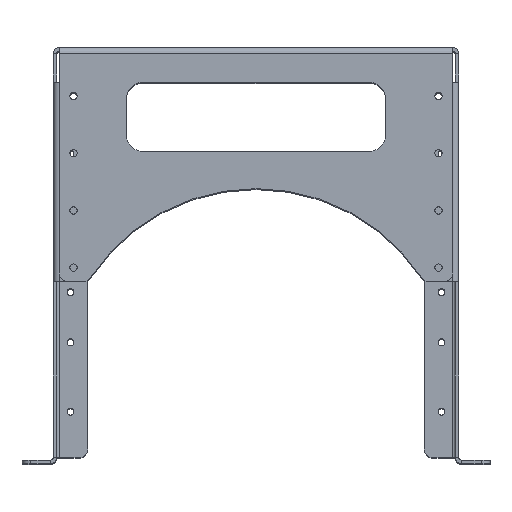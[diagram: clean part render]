
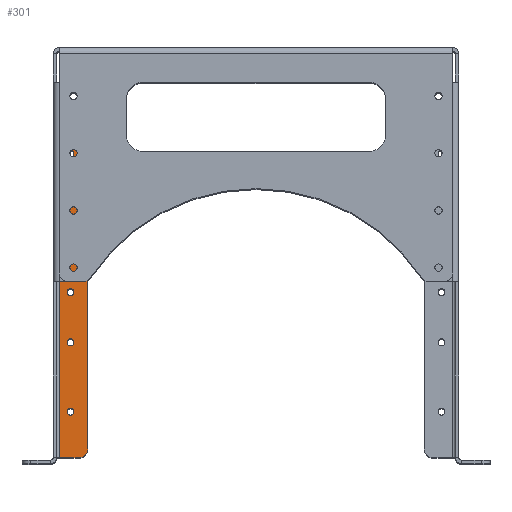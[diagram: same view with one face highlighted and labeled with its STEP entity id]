
A CAD part, top view. The second image highlights one B-rep face of the part: STEP entity #301.
In plain terms, the highlighted planar face has unit normal (0, 0, 1).
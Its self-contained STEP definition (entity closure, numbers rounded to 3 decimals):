
#69 = DIRECTION ( 'NONE',  ( 1., 0., 0. ) ) ;
#129 = DIRECTION ( 'NONE',  ( 0., 0., 1. ) ) ;
#142 = ORIENTED_EDGE ( 'NONE', *, *, #7819, .F. ) ;
#153 = EDGE_CURVE ( 'NONE', #10374, #12163, #10968, .T. ) ;
#214 = VERTEX_POINT ( 'NONE', #8378 ) ;
#301 = ADVANCED_FACE ( 'NONE', ( #3127, #7050, #3737, #436, #5895, #15446 ), #1879, .T. ) ;
#303 = CARTESIAN_POINT ( 'NONE',  ( -105., 179., 93.5 ) ) ;
#410 = CIRCLE ( 'NONE', #11854, 2. ) ;
#436 = FACE_BOUND ( 'NONE', #3111, .T. ) ;
#721 = AXIS2_PLACEMENT_3D ( 'NONE', #7759, #15668, #3219 ) ;
#876 = CIRCLE ( 'NONE', #13197, 2. ) ;
#919 = DIRECTION ( 'NONE',  ( 1., 0., 0. ) ) ;
#976 = DIRECTION ( 'NONE',  ( 0., 0., 1. ) ) ;
#1119 = VERTEX_POINT ( 'NONE', #303 ) ;
#1297 = ORIENTED_EDGE ( 'NONE', *, *, #6579, .F. ) ;
#1299 = CARTESIAN_POINT ( 'NONE',  ( -107., 150., 93.5 ) ) ;
#1647 = EDGE_CURVE ( 'NONE', #8061, #6260, #9714, .T. ) ;
#1724 = ORIENTED_EDGE ( 'NONE', *, *, #153, .F. ) ;
#1789 = DIRECTION ( 'NONE',  ( 1., 0., 0. ) ) ;
#1820 = CARTESIAN_POINT ( 'NONE',  ( -109., 70., 93.5 ) ) ;
#1868 = LINE ( 'NONE', #5407, #7541 ) ;
#1879 = PLANE ( 'NONE',  #12447 ) ;
#1984 = DIRECTION ( 'NONE',  ( 1., 0., 0. ) ) ;
#2150 = CIRCLE ( 'NONE', #9421, 5. ) ;
#2247 = CARTESIAN_POINT ( 'NONE',  ( -113.5, 194.5, 93.5 ) ) ;
#2320 = DIRECTION ( 'NONE',  ( 0., 0., 1. ) ) ;
#2374 = VECTOR ( 'NONE', #15131, 1000. ) ;
#2510 = CARTESIAN_POINT ( 'NONE',  ( -107., 30., 93.5 ) ) ;
#2543 = ORIENTED_EDGE ( 'NONE', *, *, #3019, .F. ) ;
#2705 = DIRECTION ( 'NONE',  ( 0., 0., 1. ) ) ;
#2887 = EDGE_CURVE ( 'NONE', #6260, #8061, #410, .T. ) ;
#2911 = EDGE_CURVE ( 'NONE', #5046, #14773, #14631, .T. ) ;
#3019 = EDGE_CURVE ( 'NONE', #4297, #5155, #10357, .T. ) ;
#3111 = EDGE_LOOP ( 'NONE', ( #6844, #11352 ) ) ;
#3127 = FACE_BOUND ( 'NONE', #7109, .T. ) ;
#3219 = DIRECTION ( 'NONE',  ( 1., 0., 0. ) ) ;
#3236 = ORIENTED_EDGE ( 'NONE', *, *, #11307, .T. ) ;
#3300 = EDGE_CURVE ( 'NONE', #5183, #14672, #7209, .T. ) ;
#3372 = CARTESIAN_POINT ( 'NONE',  ( -105., 30., 93.5 ) ) ;
#3511 = EDGE_LOOP ( 'NONE', ( #9739, #14688 ) ) ;
#3581 = CARTESIAN_POINT ( 'NONE',  ( -109., 179., 93.5 ) ) ;
#3689 = ORIENTED_EDGE ( 'NONE', *, *, #2887, .F. ) ;
#3737 = FACE_BOUND ( 'NONE', #7619, .T. ) ;
#3802 = ORIENTED_EDGE ( 'NONE', *, *, #16095, .F. ) ;
#3808 = AXIS2_PLACEMENT_3D ( 'NONE', #1299, #2705, #11496 ) ;
#3929 = VECTOR ( 'NONE', #1789, 1000. ) ;
#4025 = AXIS2_PLACEMENT_3D ( 'NONE', #9748, #2320, #7226 ) ;
#4074 = CARTESIAN_POINT ( 'NONE',  ( -109., 150., 93.5 ) ) ;
#4297 = VERTEX_POINT ( 'NONE', #4759 ) ;
#4465 = CARTESIAN_POINT ( 'NONE',  ( -107., 70., 93.5 ) ) ;
#4537 = CARTESIAN_POINT ( 'NONE',  ( -105., 150., 93.5 ) ) ;
#4736 = EDGE_CURVE ( 'NONE', #12481, #12163, #6876, .T. ) ;
#4759 = CARTESIAN_POINT ( 'NONE',  ( -105., 70., 93.5 ) ) ;
#4914 = CARTESIAN_POINT ( 'NONE',  ( -102., 189.5, 93.5 ) ) ;
#5046 = VERTEX_POINT ( 'NONE', #4074 ) ;
#5132 = CARTESIAN_POINT ( 'NONE',  ( -107., 99., 93.5 ) ) ;
#5155 = VERTEX_POINT ( 'NONE', #1820 ) ;
#5183 = VERTEX_POINT ( 'NONE', #9240 ) ;
#5407 = CARTESIAN_POINT ( 'NONE',  ( -97., 3.5, 93.5 ) ) ;
#5513 = DIRECTION ( 'NONE',  ( 0., -1., 0. ) ) ;
#5623 = DIRECTION ( 'NONE',  ( 1., 0., 0. ) ) ;
#5895 = FACE_BOUND ( 'NONE', #14701, .T. ) ;
#5982 = DIRECTION ( 'NONE',  ( 1., 0., 0. ) ) ;
#6260 = VERTEX_POINT ( 'NONE', #9504 ) ;
#6440 = AXIS2_PLACEMENT_3D ( 'NONE', #2510, #129, #12436 ) ;
#6579 = EDGE_CURVE ( 'NONE', #1119, #13401, #8508, .T. ) ;
#6844 = ORIENTED_EDGE ( 'NONE', *, *, #9181, .F. ) ;
#6876 = CIRCLE ( 'NONE', #12926, 5. ) ;
#7050 = FACE_BOUND ( 'NONE', #3511, .T. ) ;
#7094 = CARTESIAN_POINT ( 'NONE',  ( -107., 30., 93.5 ) ) ;
#7109 = EDGE_LOOP ( 'NONE', ( #1297, #12178 ) ) ;
#7209 = CIRCLE ( 'NONE', #6440, 2. ) ;
#7226 = DIRECTION ( 'NONE',  ( 1., 0., 0. ) ) ;
#7469 = CIRCLE ( 'NONE', #3808, 2. ) ;
#7541 = VECTOR ( 'NONE', #5513, 1000. ) ;
#7547 = VERTEX_POINT ( 'NONE', #11147 ) ;
#7619 = EDGE_LOOP ( 'NONE', ( #10762, #3689 ) ) ;
#7759 = CARTESIAN_POINT ( 'NONE',  ( -107., 179., 93.5 ) ) ;
#7819 = EDGE_CURVE ( 'NONE', #12481, #13754, #1868, .T. ) ;
#7865 = LINE ( 'NONE', #12919, #13167 ) ;
#8061 = VERTEX_POINT ( 'NONE', #13404 ) ;
#8304 = CARTESIAN_POINT ( 'NONE',  ( -102., 194.5, 93.5 ) ) ;
#8338 = DIRECTION ( 'NONE',  ( 0., 0., 1. ) ) ;
#8372 = DIRECTION ( 'NONE',  ( 0., 0., 1. ) ) ;
#8378 = CARTESIAN_POINT ( 'NONE',  ( -113.5, 3.5, 93.5 ) ) ;
#8477 = DIRECTION ( 'NONE',  ( 0., 0., 1. ) ) ;
#8508 = CIRCLE ( 'NONE', #721, 2. ) ;
#8626 = CARTESIAN_POINT ( 'NONE',  ( -97., 8.5, 93.5 ) ) ;
#8917 = CARTESIAN_POINT ( 'NONE',  ( -115., 3.5, 93.5 ) ) ;
#9162 = CARTESIAN_POINT ( 'NONE',  ( -97., 189.5, 93.5 ) ) ;
#9181 = EDGE_CURVE ( 'NONE', #14672, #5183, #876, .T. ) ;
#9240 = CARTESIAN_POINT ( 'NONE',  ( -109., 30., 93.5 ) ) ;
#9408 = DIRECTION ( 'NONE',  ( 1., 0., 0. ) ) ;
#9421 = AXIS2_PLACEMENT_3D ( 'NONE', #11064, #8477, #5982 ) ;
#9474 = DIRECTION ( 'NONE',  ( 0., 0., 1. ) ) ;
#9504 = CARTESIAN_POINT ( 'NONE',  ( -109., 99., 93.5 ) ) ;
#9545 = EDGE_CURVE ( 'NONE', #214, #10374, #7865, .T. ) ;
#9588 = EDGE_CURVE ( 'NONE', #5155, #4297, #12370, .T. ) ;
#9714 = CIRCLE ( 'NONE', #15079, 2. ) ;
#9739 = ORIENTED_EDGE ( 'NONE', *, *, #9963, .F. ) ;
#9748 = CARTESIAN_POINT ( 'NONE',  ( -107., 150., 93.5 ) ) ;
#9963 = EDGE_CURVE ( 'NONE', #14773, #5046, #7469, .T. ) ;
#10037 = ORIENTED_EDGE ( 'NONE', *, *, #4736, .T. ) ;
#10040 = DIRECTION ( 'NONE',  ( 0., 0., 1. ) ) ;
#10357 = CIRCLE ( 'NONE', #13218, 2. ) ;
#10374 = VERTEX_POINT ( 'NONE', #2247 ) ;
#10648 = DIRECTION ( 'NONE',  ( 0., 0., 1. ) ) ;
#10702 = CARTESIAN_POINT ( 'NONE',  ( -107., 179., 93.5 ) ) ;
#10762 = ORIENTED_EDGE ( 'NONE', *, *, #1647, .F. ) ;
#10886 = DIRECTION ( 'NONE',  ( 1., 0., 0. ) ) ;
#10968 = LINE ( 'NONE', #14392, #3929 ) ;
#11064 = CARTESIAN_POINT ( 'NONE',  ( -102., 8.5, 93.5 ) ) ;
#11080 = ORIENTED_EDGE ( 'NONE', *, *, #9545, .F. ) ;
#11147 = CARTESIAN_POINT ( 'NONE',  ( -102., 3.5, 93.5 ) ) ;
#11307 = EDGE_CURVE ( 'NONE', #7547, #13754, #2150, .T. ) ;
#11352 = ORIENTED_EDGE ( 'NONE', *, *, #3300, .F. ) ;
#11358 = EDGE_LOOP ( 'NONE', ( #142, #10037, #1724, #11080, #3802, #3236 ) ) ;
#11496 = DIRECTION ( 'NONE',  ( 1., 0., 0. ) ) ;
#11525 = AXIS2_PLACEMENT_3D ( 'NONE', #4465, #10648, #9408 ) ;
#11822 = CARTESIAN_POINT ( 'NONE',  ( 0., 0., 93.5 ) ) ;
#11854 = AXIS2_PLACEMENT_3D ( 'NONE', #12049, #9474, #1984 ) ;
#12049 = CARTESIAN_POINT ( 'NONE',  ( -107., 99., 93.5 ) ) ;
#12154 = CARTESIAN_POINT ( 'NONE',  ( -107., 70., 93.5 ) ) ;
#12163 = VERTEX_POINT ( 'NONE', #8304 ) ;
#12178 = ORIENTED_EDGE ( 'NONE', *, *, #13176, .F. ) ;
#12370 = CIRCLE ( 'NONE', #11525, 2. ) ;
#12436 = DIRECTION ( 'NONE',  ( 1., 0., 0. ) ) ;
#12447 = AXIS2_PLACEMENT_3D ( 'NONE', #11822, #13082, #5623 ) ;
#12481 = VERTEX_POINT ( 'NONE', #9162 ) ;
#12720 = LINE ( 'NONE', #8917, #2374 ) ;
#12919 = CARTESIAN_POINT ( 'NONE',  ( -113.5, 3.5, 93.5 ) ) ;
#12926 = AXIS2_PLACEMENT_3D ( 'NONE', #4914, #976, #13635 ) ;
#13082 = DIRECTION ( 'NONE',  ( 0., 0., 1. ) ) ;
#13141 = DIRECTION ( 'NONE',  ( 0., 0., 1. ) ) ;
#13167 = VECTOR ( 'NONE', #15430, 1000. ) ;
#13176 = EDGE_CURVE ( 'NONE', #13401, #1119, #15378, .T. ) ;
#13197 = AXIS2_PLACEMENT_3D ( 'NONE', #7094, #8338, #10886 ) ;
#13218 = AXIS2_PLACEMENT_3D ( 'NONE', #12154, #8372, #919 ) ;
#13401 = VERTEX_POINT ( 'NONE', #3581 ) ;
#13404 = CARTESIAN_POINT ( 'NONE',  ( -105., 99., 93.5 ) ) ;
#13635 = DIRECTION ( 'NONE',  ( 1., 0., 0. ) ) ;
#13754 = VERTEX_POINT ( 'NONE', #8626 ) ;
#14392 = CARTESIAN_POINT ( 'NONE',  ( -97., 194.5, 93.5 ) ) ;
#14631 = CIRCLE ( 'NONE', #4025, 2. ) ;
#14672 = VERTEX_POINT ( 'NONE', #3372 ) ;
#14688 = ORIENTED_EDGE ( 'NONE', *, *, #2911, .F. ) ;
#14701 = EDGE_LOOP ( 'NONE', ( #2543, #15046 ) ) ;
#14773 = VERTEX_POINT ( 'NONE', #4537 ) ;
#15046 = ORIENTED_EDGE ( 'NONE', *, *, #9588, .F. ) ;
#15079 = AXIS2_PLACEMENT_3D ( 'NONE', #5132, #10040, #69 ) ;
#15131 = DIRECTION ( 'NONE',  ( -1., 0., 0. ) ) ;
#15319 = AXIS2_PLACEMENT_3D ( 'NONE', #10702, #13141, #15592 ) ;
#15378 = CIRCLE ( 'NONE', #15319, 2. ) ;
#15430 = DIRECTION ( 'NONE',  ( 0., 1., 0. ) ) ;
#15446 = FACE_OUTER_BOUND ( 'NONE', #11358, .T. ) ;
#15592 = DIRECTION ( 'NONE',  ( 1., 0., 0. ) ) ;
#15668 = DIRECTION ( 'NONE',  ( 0., 0., 1. ) ) ;
#16095 = EDGE_CURVE ( 'NONE', #7547, #214, #12720, .T. ) ;
